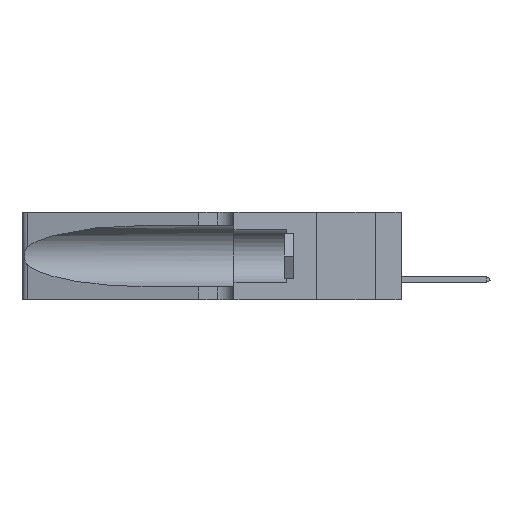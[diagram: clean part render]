
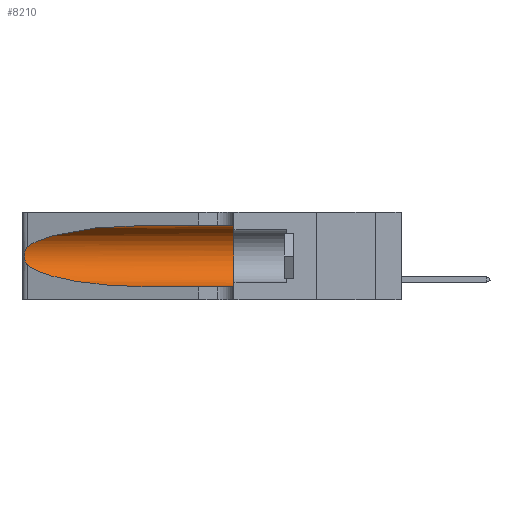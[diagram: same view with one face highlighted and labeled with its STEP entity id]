
A CAD part, left-side view. The second image highlights one B-rep face of the part: STEP entity #8210.
In plain terms, the highlighted cylindrical face has radius 3.308 mm (diameter 6.617 mm), a partial arc.
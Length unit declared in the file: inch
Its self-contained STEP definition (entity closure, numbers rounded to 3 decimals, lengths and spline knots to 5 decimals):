
#630 = AXIS2_PLACEMENT_3D ( 'NONE', #5250, #10507, #3673 ) ;
#653 = LINE ( 'NONE', #12805, #10594 ) ;
#1094 = EDGE_CURVE ( 'NONE', #9591, #16227, #653, .T. ) ;
#1208 = VERTEX_POINT ( 'NONE', #20103 ) ;
#1361 = LINE ( 'NONE', #3022, #7802 ) ;
#1643 = CARTESIAN_POINT ( 'NONE',  ( 0.26018, 1.23835, 0.19895 ) ) ;
#2830 = ORIENTED_EDGE ( 'NONE', *, *, #3377, .T. ) ;
#3022 = CARTESIAN_POINT ( 'NONE',  ( 0.1305, 1.61858, 0.31525 ) ) ;
#3357 = CARTESIAN_POINT ( 'NONE',  ( 0.25787, 1.23484, 0.2124 ) ) ;
#3377 = EDGE_CURVE ( 'NONE', #1208, #8406, #15585, .T. ) ;
#3673 = DIRECTION ( 'NONE',  ( 0., 0., 1. ) ) ;
#3750 = CARTESIAN_POINT ( 'NONE',  ( 0.18966, 0.96281, 0.31525 ) ) ;
#5161 = ORIENTED_EDGE ( 'NONE', *, *, #7604, .T. ) ;
#5217 = EDGE_CURVE ( 'NONE', #7177, #16227, #5830, .T. ) ;
#5250 = CARTESIAN_POINT ( 'NONE',  ( 0.1305, 0.35, 0.185 ) ) ;
#5552 = FACE_OUTER_BOUND ( 'NONE', #12051, .T. ) ;
#5593 = CARTESIAN_POINT ( 'NONE',  ( 0.1305, 0.72297, 0.05475 ) ) ;
#5830 = CIRCLE ( 'NONE', #630, 0.13025 ) ;
#6410 = DIRECTION ( 'NONE',  ( 0., -1., 0. ) ) ;
#6808 = CARTESIAN_POINT ( 'NONE',  ( 0.25854, 1.2359, 0.20912 ) ) ;
#6934 = CARTESIAN_POINT ( 'NONE',  ( 0.1305, 0.35, 0.31525 ) ) ;
#7177 = VERTEX_POINT ( 'NONE', #6934 ) ;
#7339 =( BOUNDED_CURVE ( )  B_SPLINE_CURVE ( 3, ( #12033, #3750, #15455, #10353 ),
 .UNSPECIFIED., .F., .F. ) 
 B_SPLINE_CURVE_WITH_KNOTS ( ( 4, 4 ),
 ( 1.5708, 2.84003 ),
 .UNSPECIFIED. ) 
 CURVE ( )  GEOMETRIC_REPRESENTATION_ITEM ( )  RATIONAL_B_SPLINE_CURVE ( ( 1., 0.87, 0.87, 1. ) ) 
 REPRESENTATION_ITEM ( '' )  );
#7604 = EDGE_CURVE ( 'NONE', #21382, #1208, #7339, .T. ) ;
#7802 = VECTOR ( 'NONE', #15381, 39.37008 ) ;
#8103 = CARTESIAN_POINT ( 'NONE',  ( 0.25639, 1.23186, 0.15144 ) ) ;
#8210 = ADVANCED_FACE ( 'NONE', ( #5552 ), #21855, .F. ) ;
#8406 = VERTEX_POINT ( 'NONE', #21653 ) ;
#8473 = CARTESIAN_POINT ( 'NONE',  ( 0.25789, 1.23486, 0.15765 ) ) ;
#8617 = CARTESIAN_POINT ( 'NONE',  ( 0.25487, 1.22718, 0.22369 ) ) ;
#8658 = ORIENTED_EDGE ( 'NONE', *, *, #5217, .F. ) ;
#9130 = ORIENTED_EDGE ( 'NONE', *, *, #15752, .F. ) ;
#9545 = CARTESIAN_POINT ( 'NONE',  ( 0.1305, 0.35, 0.05475 ) ) ;
#9591 = VERTEX_POINT ( 'NONE', #16408 ) ;
#10180 = CARTESIAN_POINT ( 'NONE',  ( 0.26017, 1.23833, 0.17102 ) ) ;
#10353 = CARTESIAN_POINT ( 'NONE',  ( 0.25487, 1.22718, 0.22369 ) ) ;
#10507 = DIRECTION ( 'NONE',  ( 0., 1., 0. ) ) ;
#10594 = VECTOR ( 'NONE', #21304, 39.37008 ) ;
#11497 = CARTESIAN_POINT ( 'NONE',  ( 0.1305, 1.61858, 0.185 ) ) ;
#12033 = CARTESIAN_POINT ( 'NONE',  ( 0.1305, 0.72297, 0.31525 ) ) ;
#12051 = EDGE_LOOP ( 'NONE', ( #5161, #2830, #12333, #16423, #8658, #9130 ) ) ;
#12052 = CARTESIAN_POINT ( 'NONE',  ( 0.25639, 1.23184, 0.21858 ) ) ;
#12333 = ORIENTED_EDGE ( 'NONE', *, *, #18821, .T. ) ;
#12805 = CARTESIAN_POINT ( 'NONE',  ( 0.1305, 1.61858, 0.05475 ) ) ;
#13537 = CARTESIAN_POINT ( 'NONE',  ( 0.25856, 1.23593, 0.16098 ) ) ;
#13682 = CARTESIAN_POINT ( 'NONE',  ( 0.25487, 1.22718, 0.14631 ) ) ;
#13833 = CARTESIAN_POINT ( 'NONE',  ( 0.26075, 1.23896, 0.178 ) ) ;
#15361 = CARTESIAN_POINT ( 'NONE',  ( 0.25555, 1.22993, 0.14849 ) ) ;
#15381 = DIRECTION ( 'NONE',  ( 0., -1., 0. ) ) ;
#15455 = CARTESIAN_POINT ( 'NONE',  ( 0.2373, 1.15595, 0.28018 ) ) ;
#15585 = B_SPLINE_CURVE_WITH_KNOTS ( 'NONE', 3,
 ( #8617, #17049, #12052, #3357, #6808, #1643, #21745, #13833, #10180, #13537, #8473, #8103, #15361, #13682 ),
 .UNSPECIFIED., .F., .F.,
 ( 4, 2, 2, 2, 2, 2, 4 ),
 ( 0., 0.00027, 0.00053, 0.00107, 0.0016, 0.00187, 0.00214 ),
 .UNSPECIFIED. ) ;
#15752 = EDGE_CURVE ( 'NONE', #21382, #7177, #1361, .T. ) ;
#15925 = CARTESIAN_POINT ( 'NONE',  ( 0.18966, 0.96281, 0.05475 ) ) ;
#16227 = VERTEX_POINT ( 'NONE', #9545 ) ;
#16408 = CARTESIAN_POINT ( 'NONE',  ( 0.1305, 0.72297, 0.05475 ) ) ;
#16423 = ORIENTED_EDGE ( 'NONE', *, *, #1094, .T. ) ;
#17049 = CARTESIAN_POINT ( 'NONE',  ( 0.25555, 1.22994, 0.2215 ) ) ;
#17655 = CARTESIAN_POINT ( 'NONE',  ( 0.2373, 1.15595, 0.08982 ) ) ;
#17891 = CARTESIAN_POINT ( 'NONE',  ( 0.25487, 1.22718, 0.14631 ) ) ;
#18821 = EDGE_CURVE ( 'NONE', #8406, #9591, #18987, .T. ) ;
#18987 =( BOUNDED_CURVE ( )  B_SPLINE_CURVE ( 3, ( #17891, #17655, #15925, #5593 ),
 .UNSPECIFIED., .F., .T. ) 
 B_SPLINE_CURVE_WITH_KNOTS ( ( 4, 4 ),
 ( 3.44316, 4.71239 ),
 .UNSPECIFIED. ) 
 CURVE ( )  GEOMETRIC_REPRESENTATION_ITEM ( )  RATIONAL_B_SPLINE_CURVE ( ( 1., 0.87, 0.87, 1. ) ) 
 REPRESENTATION_ITEM ( '' )  );
#20090 = DIRECTION ( 'NONE',  ( 0., 0., -1. ) ) ;
#20103 = CARTESIAN_POINT ( 'NONE',  ( 0.25487, 1.22718, 0.22369 ) ) ;
#20482 = CARTESIAN_POINT ( 'NONE',  ( 0.1305, 0.72297, 0.31525 ) ) ;
#21304 = DIRECTION ( 'NONE',  ( 0., -1., 0. ) ) ;
#21382 = VERTEX_POINT ( 'NONE', #20482 ) ;
#21653 = CARTESIAN_POINT ( 'NONE',  ( 0.25487, 1.22718, 0.14631 ) ) ;
#21745 = CARTESIAN_POINT ( 'NONE',  ( 0.26075, 1.23896, 0.19203 ) ) ;
#21855 = CYLINDRICAL_SURFACE ( 'NONE', #22026, 0.13025 ) ;
#22026 = AXIS2_PLACEMENT_3D ( 'NONE', #11497, #6410, #20090 ) ;
